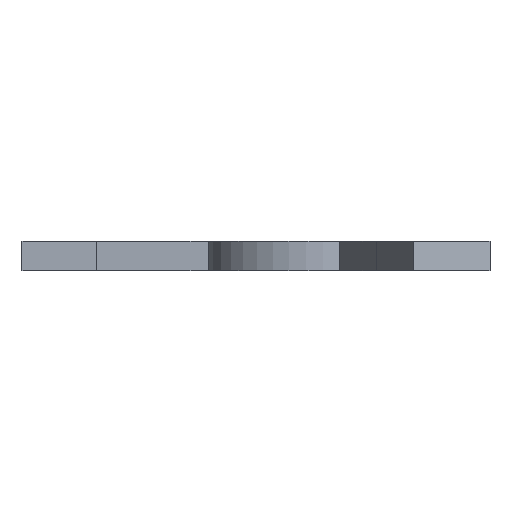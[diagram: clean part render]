
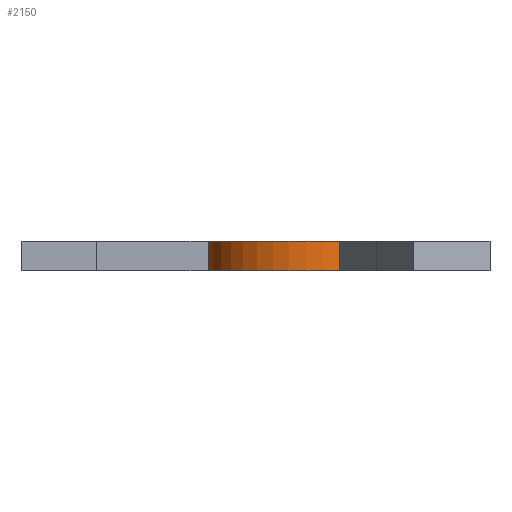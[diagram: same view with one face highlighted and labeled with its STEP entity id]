
A CAD part, left-side view. The second image highlights one B-rep face of the part: STEP entity #2150.
In plain terms, the highlighted cylindrical face has radius 7 mm (diameter 14 mm), a partial arc.
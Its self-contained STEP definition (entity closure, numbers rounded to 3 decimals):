
#33 = PLANE('',#34);
#34 = AXIS2_PLACEMENT_3D('',#35,#36,#37);
#35 = CARTESIAN_POINT('',(-13.24,-5.912,2.));
#36 = DIRECTION('',(0.,0.,-1.));
#37 = DIRECTION('',(-1.,0.,0.));
#147 = VERTEX_POINT('',#148);
#148 = CARTESIAN_POINT('',(-6.671,-2.12,2.));
#162 = PLANE('',#163);
#163 = AXIS2_PLACEMENT_3D('',#164,#165,#166);
#164 = CARTESIAN_POINT('',(-13.24,-5.912,0.));
#165 = DIRECTION('',(-0.5,0.866,0.));
#166 = DIRECTION('',(0.866,0.5,0.));
#773 = VERTEX_POINT('',#774);
#774 = CARTESIAN_POINT('',(-1.5,6.837,2.));
#788 = PLANE('',#789);
#789 = AXIS2_PLACEMENT_3D('',#790,#791,#792);
#790 = CARTESIAN_POINT('',(-1.5,6.837,0.));
#791 = DIRECTION('',(-1.,0.,0.));
#792 = DIRECTION('',(0.,1.,0.));
#800 = EDGE_CURVE('',#773,#147,#801,.T.);
#801 = SURFACE_CURVE('',#802,(#807,#818),.PCURVE_S1.);
#802 = CIRCLE('',#803,7.);
#803 = AXIS2_PLACEMENT_3D('',#804,#805,#806);
#804 = CARTESIAN_POINT('',(0.,0.,2.));
#805 = DIRECTION('',(0.,0.,1.));
#806 = DIRECTION('',(-0.5,0.866,0.));
#807 = PCURVE('',#33,#808);
#808 = DEFINITIONAL_REPRESENTATION('',(#809),#817);
#809 = ( BOUNDED_CURVE() B_SPLINE_CURVE(2,(#810,#811,#812,#813,#814,#815
,#816),.UNSPECIFIED.,.T.,.F.) B_SPLINE_CURVE_WITH_KNOTS((1,2,2,2,2,1),(
    -2.094,0.,2.094,4.189,6.283,
8.378),.UNSPECIFIED.) CURVE() GEOMETRIC_REPRESENTATION_ITEM() 
RATIONAL_B_SPLINE_CURVE((1.,0.5,1.,0.5,1.,0.5,1.)) REPRESENTATION_ITEM(
  '') );
#810 = CARTESIAN_POINT('',(-9.74,11.974));
#811 = CARTESIAN_POINT('',(0.76,5.912));
#812 = CARTESIAN_POINT('',(-9.74,-0.15));
#813 = CARTESIAN_POINT('',(-20.24,-6.212));
#814 = CARTESIAN_POINT('',(-20.24,5.912));
#815 = CARTESIAN_POINT('',(-20.24,18.036));
#816 = CARTESIAN_POINT('',(-9.74,11.974));
#817 = ( GEOMETRIC_REPRESENTATION_CONTEXT(2) 
PARAMETRIC_REPRESENTATION_CONTEXT() REPRESENTATION_CONTEXT('2D SPACE',''
  ) );
#818 = PCURVE('',#819,#824);
#819 = CYLINDRICAL_SURFACE('',#820,7.);
#820 = AXIS2_PLACEMENT_3D('',#821,#822,#823);
#821 = CARTESIAN_POINT('',(0.,0.,0.));
#822 = DIRECTION('',(0.,0.,-1.));
#823 = DIRECTION('',(-0.5,-0.866,0.));
#824 = DEFINITIONAL_REPRESENTATION('',(#825),#829);
#825 = LINE('',#826,#827);
#826 = CARTESIAN_POINT('',(2.094,-2.));
#827 = VECTOR('',#828,1.);
#828 = DIRECTION('',(-1.,0.));
#829 = ( GEOMETRIC_REPRESENTATION_CONTEXT(2) 
PARAMETRIC_REPRESENTATION_CONTEXT() REPRESENTATION_CONTEXT('2D SPACE',''
  ) );
#1014 = EDGE_CURVE('',#1015,#147,#1017,.T.);
#1015 = VERTEX_POINT('',#1016);
#1016 = CARTESIAN_POINT('',(-6.671,-2.12,0.));
#1017 = SURFACE_CURVE('',#1018,(#1022,#1029),.PCURVE_S1.);
#1018 = LINE('',#1019,#1020);
#1019 = CARTESIAN_POINT('',(-6.671,-2.12,0.));
#1020 = VECTOR('',#1021,1.);
#1021 = DIRECTION('',(0.,0.,1.));
#1022 = PCURVE('',#162,#1023);
#1023 = DEFINITIONAL_REPRESENTATION('',(#1024),#1028);
#1024 = LINE('',#1025,#1026);
#1025 = CARTESIAN_POINT('',(7.585,0.));
#1026 = VECTOR('',#1027,1.);
#1027 = DIRECTION('',(0.,-1.));
#1028 = ( GEOMETRIC_REPRESENTATION_CONTEXT(2) 
PARAMETRIC_REPRESENTATION_CONTEXT() REPRESENTATION_CONTEXT('2D SPACE',''
  ) );
#1029 = PCURVE('',#819,#1030);
#1030 = DEFINITIONAL_REPRESENTATION('',(#1031),#1035);
#1031 = LINE('',#1032,#1033);
#1032 = CARTESIAN_POINT('',(-5.544,0.));
#1033 = VECTOR('',#1034,1.);
#1034 = DIRECTION('',(-0.,-1.));
#1035 = ( GEOMETRIC_REPRESENTATION_CONTEXT(2) 
PARAMETRIC_REPRESENTATION_CONTEXT() REPRESENTATION_CONTEXT('2D SPACE',''
  ) );
#1051 = PLANE('',#1052);
#1052 = AXIS2_PLACEMENT_3D('',#1053,#1054,#1055);
#1053 = CARTESIAN_POINT('',(-13.24,-5.912,0.));
#1054 = DIRECTION('',(0.,0.,-1.));
#1055 = DIRECTION('',(-1.,0.,0.));
#2105 = EDGE_CURVE('',#2106,#773,#2108,.T.);
#2106 = VERTEX_POINT('',#2107);
#2107 = CARTESIAN_POINT('',(-1.5,6.837,0.));
#2108 = SURFACE_CURVE('',#2109,(#2113,#2120),.PCURVE_S1.);
#2109 = LINE('',#2110,#2111);
#2110 = CARTESIAN_POINT('',(-1.5,6.837,0.));
#2111 = VECTOR('',#2112,1.);
#2112 = DIRECTION('',(0.,0.,1.));
#2113 = PCURVE('',#788,#2114);
#2114 = DEFINITIONAL_REPRESENTATION('',(#2115),#2119);
#2115 = LINE('',#2116,#2117);
#2116 = CARTESIAN_POINT('',(0.,0.));
#2117 = VECTOR('',#2118,1.);
#2118 = DIRECTION('',(0.,-1.));
#2119 = ( GEOMETRIC_REPRESENTATION_CONTEXT(2) 
PARAMETRIC_REPRESENTATION_CONTEXT() REPRESENTATION_CONTEXT('2D SPACE',''
  ) );
#2120 = PCURVE('',#819,#2121);
#2121 = DEFINITIONAL_REPRESENTATION('',(#2122),#2126);
#2122 = LINE('',#2123,#2124);
#2123 = CARTESIAN_POINT('',(-3.881,0.));
#2124 = VECTOR('',#2125,1.);
#2125 = DIRECTION('',(-0.,-1.));
#2126 = ( GEOMETRIC_REPRESENTATION_CONTEXT(2) 
PARAMETRIC_REPRESENTATION_CONTEXT() REPRESENTATION_CONTEXT('2D SPACE',''
  ) );
#2150 = ADVANCED_FACE('',(#2151),#819,.T.);
#2151 = FACE_BOUND('',#2152,.F.);
#2152 = EDGE_LOOP('',(#2153,#2179,#2180,#2181));
#2153 = ORIENTED_EDGE('',*,*,#2154,.F.);
#2154 = EDGE_CURVE('',#2106,#1015,#2155,.T.);
#2155 = SURFACE_CURVE('',#2156,(#2161,#2168),.PCURVE_S1.);
#2156 = CIRCLE('',#2157,7.);
#2157 = AXIS2_PLACEMENT_3D('',#2158,#2159,#2160);
#2158 = CARTESIAN_POINT('',(0.,0.,0.));
#2159 = DIRECTION('',(0.,0.,1.));
#2160 = DIRECTION('',(-0.5,0.866,0.));
#2161 = PCURVE('',#819,#2162);
#2162 = DEFINITIONAL_REPRESENTATION('',(#2163),#2167);
#2163 = LINE('',#2164,#2165);
#2164 = CARTESIAN_POINT('',(2.094,-0.));
#2165 = VECTOR('',#2166,1.);
#2166 = DIRECTION('',(-1.,0.));
#2167 = ( GEOMETRIC_REPRESENTATION_CONTEXT(2) 
PARAMETRIC_REPRESENTATION_CONTEXT() REPRESENTATION_CONTEXT('2D SPACE',''
  ) );
#2168 = PCURVE('',#1051,#2169);
#2169 = DEFINITIONAL_REPRESENTATION('',(#2170),#2178);
#2170 = ( BOUNDED_CURVE() B_SPLINE_CURVE(2,(#2171,#2172,#2173,#2174,
#2175,#2176,#2177),.UNSPECIFIED.,.T.,.F.) B_SPLINE_CURVE_WITH_KNOTS((1,2
    ,2,2,2,1),(-2.094,0.,2.094,4.189,
6.283,8.378),.UNSPECIFIED.) CURVE() 
GEOMETRIC_REPRESENTATION_ITEM() RATIONAL_B_SPLINE_CURVE((1.,0.5,1.,0.5,
1.,0.5,1.)) REPRESENTATION_ITEM('') );
#2171 = CARTESIAN_POINT('',(-9.74,11.974));
#2172 = CARTESIAN_POINT('',(0.76,5.912));
#2173 = CARTESIAN_POINT('',(-9.74,-0.15));
#2174 = CARTESIAN_POINT('',(-20.24,-6.212));
#2175 = CARTESIAN_POINT('',(-20.24,5.912));
#2176 = CARTESIAN_POINT('',(-20.24,18.036));
#2177 = CARTESIAN_POINT('',(-9.74,11.974));
#2178 = ( GEOMETRIC_REPRESENTATION_CONTEXT(2) 
PARAMETRIC_REPRESENTATION_CONTEXT() REPRESENTATION_CONTEXT('2D SPACE',''
  ) );
#2179 = ORIENTED_EDGE('',*,*,#2105,.T.);
#2180 = ORIENTED_EDGE('',*,*,#800,.T.);
#2181 = ORIENTED_EDGE('',*,*,#1014,.F.);
